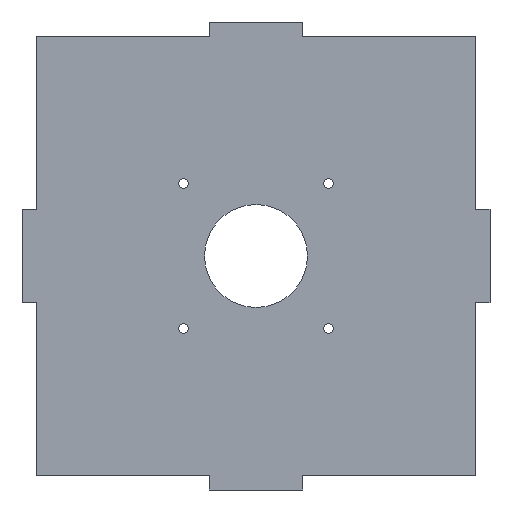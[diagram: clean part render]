
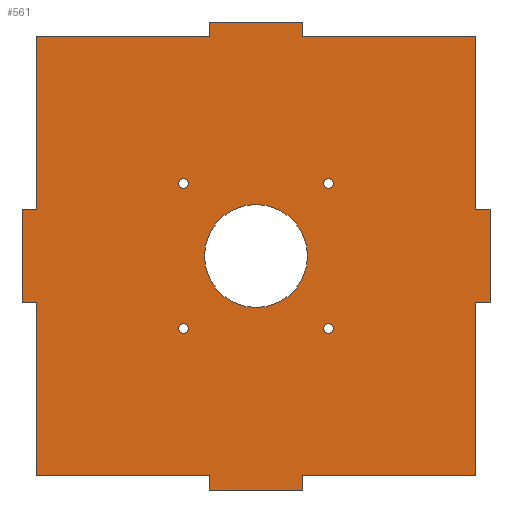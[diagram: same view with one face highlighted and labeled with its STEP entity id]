
A CAD part, front view. The second image highlights one B-rep face of the part: STEP entity #561.
In plain terms, the highlighted planar face has unit normal (0, -1, 0).
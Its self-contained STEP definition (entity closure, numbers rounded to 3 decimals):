
#20=FACE_BOUND('',#90,.T.);
#21=FACE_BOUND('',#91,.T.);
#22=FACE_BOUND('',#92,.T.);
#23=FACE_BOUND('',#93,.T.);
#24=FACE_BOUND('',#94,.T.);
#30=CIRCLE('',#603,11.);
#31=CIRCLE('',#604,11.);
#32=CIRCLE('',#605,1.);
#33=CIRCLE('',#606,1.);
#34=CIRCLE('',#607,1.);
#35=CIRCLE('',#608,1.);
#62=FACE_OUTER_BOUND('',#89,.T.);
#89=EDGE_LOOP('',(#445,#446,#447,#448,#449,#450,#451,#452,#453,#454,#455,
#456,#457,#458,#459,#460,#461,#462,#463,#464));
#90=EDGE_LOOP('',(#465,#466));
#91=EDGE_LOOP('',(#467));
#92=EDGE_LOOP('',(#468));
#93=EDGE_LOOP('',(#469));
#94=EDGE_LOOP('',(#470));
#109=LINE('',#775,#174);
#111=LINE('',#781,#176);
#114=LINE('',#786,#179);
#116=LINE('',#790,#181);
#119=LINE('',#796,#184);
#125=LINE('',#808,#190);
#127=LINE('',#814,#192);
#130=LINE('',#819,#195);
#132=LINE('',#822,#197);
#134=LINE('',#826,#199);
#140=LINE('',#838,#205);
#142=LINE('',#844,#207);
#145=LINE('',#849,#210);
#147=LINE('',#853,#212);
#150=LINE('',#858,#215);
#155=LINE('',#868,#220);
#157=LINE('',#874,#222);
#160=LINE('',#879,#225);
#162=LINE('',#882,#227);
#164=LINE('',#885,#229);
#174=VECTOR('',#628,10.);
#176=VECTOR('',#632,10.);
#179=VECTOR('',#637,20.);
#181=VECTOR('',#641,30.);
#184=VECTOR('',#646,30.);
#190=VECTOR('',#654,10.);
#192=VECTOR('',#658,10.);
#195=VECTOR('',#663,20.);
#197=VECTOR('',#667,30.);
#199=VECTOR('',#671,10.);
#205=VECTOR('',#679,10.);
#207=VECTOR('',#683,10.);
#210=VECTOR('',#688,20.);
#212=VECTOR('',#692,10.);
#215=VECTOR('',#697,30.);
#220=VECTOR('',#704,10.);
#222=VECTOR('',#708,10.);
#225=VECTOR('',#713,20.);
#227=VECTOR('',#717,10.);
#229=VECTOR('',#721,30.);
#237=VERTEX_POINT('',#769);
#239=VERTEX_POINT('',#773);
#240=VERTEX_POINT('',#777);
#242=VERTEX_POINT('',#780);
#244=VERTEX_POINT('',#789);
#246=VERTEX_POINT('',#795);
#249=VERTEX_POINT('',#802);
#251=VERTEX_POINT('',#806);
#252=VERTEX_POINT('',#810);
#254=VERTEX_POINT('',#813);
#256=VERTEX_POINT('',#825);
#259=VERTEX_POINT('',#832);
#261=VERTEX_POINT('',#836);
#262=VERTEX_POINT('',#840);
#264=VERTEX_POINT('',#843);
#266=VERTEX_POINT('',#852);
#269=VERTEX_POINT('',#862);
#271=VERTEX_POINT('',#866);
#272=VERTEX_POINT('',#870);
#274=VERTEX_POINT('',#873);
#276=VERTEX_POINT('',#888);
#277=VERTEX_POINT('',#889);
#278=VERTEX_POINT('',#892);
#279=VERTEX_POINT('',#894);
#280=VERTEX_POINT('',#896);
#281=VERTEX_POINT('',#898);
#291=EDGE_CURVE('',#237,#239,#109,.T.);
#293=EDGE_CURVE('',#240,#242,#111,.T.);
#296=EDGE_CURVE('',#242,#239,#114,.T.);
#298=EDGE_CURVE('',#237,#244,#116,.T.);
#301=EDGE_CURVE('',#246,#240,#119,.T.);
#307=EDGE_CURVE('',#249,#251,#125,.T.);
#309=EDGE_CURVE('',#252,#254,#127,.T.);
#312=EDGE_CURVE('',#254,#251,#130,.T.);
#314=EDGE_CURVE('',#249,#246,#132,.T.);
#316=EDGE_CURVE('',#256,#252,#134,.T.);
#322=EDGE_CURVE('',#259,#261,#140,.T.);
#324=EDGE_CURVE('',#262,#264,#142,.T.);
#327=EDGE_CURVE('',#264,#261,#145,.T.);
#329=EDGE_CURVE('',#266,#262,#147,.T.);
#332=EDGE_CURVE('',#259,#256,#150,.T.);
#337=EDGE_CURVE('',#269,#271,#155,.T.);
#339=EDGE_CURVE('',#272,#274,#157,.T.);
#342=EDGE_CURVE('',#274,#271,#160,.T.);
#344=EDGE_CURVE('',#272,#244,#162,.T.);
#346=EDGE_CURVE('',#269,#266,#164,.T.);
#348=EDGE_CURVE('',#276,#277,#30,.T.);
#349=EDGE_CURVE('',#277,#276,#31,.T.);
#350=EDGE_CURVE('',#278,#278,#32,.T.);
#351=EDGE_CURVE('',#279,#279,#33,.T.);
#352=EDGE_CURVE('',#280,#280,#34,.T.);
#353=EDGE_CURVE('',#281,#281,#35,.T.);
#445=ORIENTED_EDGE('',*,*,#314,.F.);
#446=ORIENTED_EDGE('',*,*,#307,.T.);
#447=ORIENTED_EDGE('',*,*,#312,.F.);
#448=ORIENTED_EDGE('',*,*,#309,.F.);
#449=ORIENTED_EDGE('',*,*,#316,.F.);
#450=ORIENTED_EDGE('',*,*,#332,.F.);
#451=ORIENTED_EDGE('',*,*,#322,.T.);
#452=ORIENTED_EDGE('',*,*,#327,.F.);
#453=ORIENTED_EDGE('',*,*,#324,.F.);
#454=ORIENTED_EDGE('',*,*,#329,.F.);
#455=ORIENTED_EDGE('',*,*,#346,.F.);
#456=ORIENTED_EDGE('',*,*,#337,.T.);
#457=ORIENTED_EDGE('',*,*,#342,.F.);
#458=ORIENTED_EDGE('',*,*,#339,.F.);
#459=ORIENTED_EDGE('',*,*,#344,.T.);
#460=ORIENTED_EDGE('',*,*,#298,.F.);
#461=ORIENTED_EDGE('',*,*,#291,.T.);
#462=ORIENTED_EDGE('',*,*,#296,.F.);
#463=ORIENTED_EDGE('',*,*,#293,.F.);
#464=ORIENTED_EDGE('',*,*,#301,.F.);
#465=ORIENTED_EDGE('',*,*,#348,.T.);
#466=ORIENTED_EDGE('',*,*,#349,.T.);
#467=ORIENTED_EDGE('',*,*,#350,.F.);
#468=ORIENTED_EDGE('',*,*,#351,.F.);
#469=ORIENTED_EDGE('',*,*,#352,.F.);
#470=ORIENTED_EDGE('',*,*,#353,.F.);
#539=PLANE('',#602);
#561=ADVANCED_FACE('',(#62,#20,#21,#22,#23,#24),#539,.F.);
#602=AXIS2_PLACEMENT_3D('',#887,#723,#724);
#603=AXIS2_PLACEMENT_3D('',#890,#725,#726);
#604=AXIS2_PLACEMENT_3D('',#891,#727,#728);
#605=AXIS2_PLACEMENT_3D('',#893,#729,#730);
#606=AXIS2_PLACEMENT_3D('',#895,#731,#732);
#607=AXIS2_PLACEMENT_3D('',#897,#733,#734);
#608=AXIS2_PLACEMENT_3D('',#899,#735,#736);
#628=DIRECTION('',(-1.,0.,0.));
#632=DIRECTION('',(-1.,0.,0.));
#637=DIRECTION('',(0.,0.,1.));
#641=DIRECTION('',(0.,0.,1.));
#646=DIRECTION('',(0.,0.,1.));
#654=DIRECTION('',(0.,0.,-1.));
#658=DIRECTION('',(0.,0.,-1.));
#663=DIRECTION('',(-1.,0.,0.));
#667=DIRECTION('',(-1.,0.,0.));
#671=DIRECTION('',(-1.,0.,0.));
#679=DIRECTION('',(1.,0.,0.));
#683=DIRECTION('',(1.,0.,0.));
#688=DIRECTION('',(0.,0.,-1.));
#692=DIRECTION('',(0.,0.,-1.));
#697=DIRECTION('',(0.,0.,-1.));
#704=DIRECTION('',(0.,0.,1.));
#708=DIRECTION('',(0.,0.,1.));
#713=DIRECTION('',(1.,0.,0.));
#717=DIRECTION('',(-1.,0.,0.));
#721=DIRECTION('',(1.,0.,0.));
#723=DIRECTION('center_axis',(0.,1.,0.));
#724=DIRECTION('ref_axis',(0.,0.,1.));
#725=DIRECTION('center_axis',(0.,1.,0.));
#726=DIRECTION('ref_axis',(1.,0.,0.));
#727=DIRECTION('center_axis',(0.,1.,0.));
#728=DIRECTION('ref_axis',(1.,0.,0.));
#729=DIRECTION('center_axis',(0.,-1.,0.));
#730=DIRECTION('ref_axis',(1.,0.,0.));
#731=DIRECTION('center_axis',(0.,-1.,0.));
#732=DIRECTION('ref_axis',(0.,0.,-1.));
#733=DIRECTION('center_axis',(0.,-1.,0.));
#734=DIRECTION('ref_axis',(-1.,0.,0.));
#735=DIRECTION('center_axis',(0.,-1.,0.));
#736=DIRECTION('ref_axis',(0.,0.,1.));
#769=CARTESIAN_POINT('',(-47.,0.,10.));
#773=CARTESIAN_POINT('',(-50.,0.,10.));
#775=CARTESIAN_POINT('',(-43.,0.,10.));
#777=CARTESIAN_POINT('',(-47.,0.,-10.));
#780=CARTESIAN_POINT('',(-50.,0.,-10.));
#781=CARTESIAN_POINT('',(-43.,0.,-10.));
#786=CARTESIAN_POINT('',(-50.,0.,-10.));
#789=CARTESIAN_POINT('',(-47.,0.,47.));
#790=CARTESIAN_POINT('',(-47.,0.,10.));
#795=CARTESIAN_POINT('',(-47.,0.,-47.));
#796=CARTESIAN_POINT('',(-47.,0.,-40.));
#802=CARTESIAN_POINT('',(-10.,0.,-47.));
#806=CARTESIAN_POINT('',(-10.,0.,-50.));
#808=CARTESIAN_POINT('',(-10.,0.,-43.));
#810=CARTESIAN_POINT('',(10.,0.,-47.));
#813=CARTESIAN_POINT('',(10.,0.,-50.));
#814=CARTESIAN_POINT('',(10.,0.,-43.));
#819=CARTESIAN_POINT('',(10.,0.,-50.));
#822=CARTESIAN_POINT('',(-10.,0.,-47.));
#825=CARTESIAN_POINT('',(47.,0.,-47.));
#826=CARTESIAN_POINT('',(40.,0.,-47.));
#832=CARTESIAN_POINT('',(47.,0.,-10.));
#836=CARTESIAN_POINT('',(50.,0.,-10.));
#838=CARTESIAN_POINT('',(43.,0.,-10.));
#840=CARTESIAN_POINT('',(47.,0.,10.));
#843=CARTESIAN_POINT('',(50.,0.,10.));
#844=CARTESIAN_POINT('',(43.,0.,10.));
#849=CARTESIAN_POINT('',(50.,0.,10.));
#852=CARTESIAN_POINT('',(47.,0.,47.));
#853=CARTESIAN_POINT('',(47.,0.,40.));
#858=CARTESIAN_POINT('',(47.,0.,-10.));
#862=CARTESIAN_POINT('',(10.,0.,47.));
#866=CARTESIAN_POINT('',(10.,0.,50.));
#868=CARTESIAN_POINT('',(10.,0.,43.));
#870=CARTESIAN_POINT('',(-10.,0.,47.));
#873=CARTESIAN_POINT('',(-10.,0.,50.));
#874=CARTESIAN_POINT('',(-10.,0.,43.));
#879=CARTESIAN_POINT('',(-10.,0.,50.));
#882=CARTESIAN_POINT('',(-40.,0.,47.));
#885=CARTESIAN_POINT('',(10.,0.,47.));
#887=CARTESIAN_POINT('Origin',(0.,0.,0.));
#888=CARTESIAN_POINT('',(11.,0.,0.));
#889=CARTESIAN_POINT('',(-11.,0.,0.));
#890=CARTESIAN_POINT('Origin',(0.,0.,0.));
#891=CARTESIAN_POINT('Origin',(0.,0.,0.));
#892=CARTESIAN_POINT('',(-16.5,0.,-15.5));
#893=CARTESIAN_POINT('Origin',(-15.5,0.,-15.5));
#894=CARTESIAN_POINT('',(-15.5,0.,16.5));
#895=CARTESIAN_POINT('Origin',(-15.5,0.,15.5));
#896=CARTESIAN_POINT('',(16.5,0.,15.5));
#897=CARTESIAN_POINT('Origin',(15.5,0.,15.5));
#898=CARTESIAN_POINT('',(15.5,0.,-16.5));
#899=CARTESIAN_POINT('Origin',(15.5,0.,-15.5));
